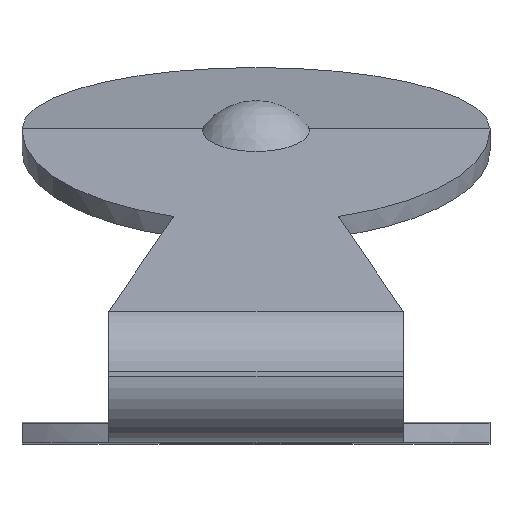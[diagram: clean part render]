
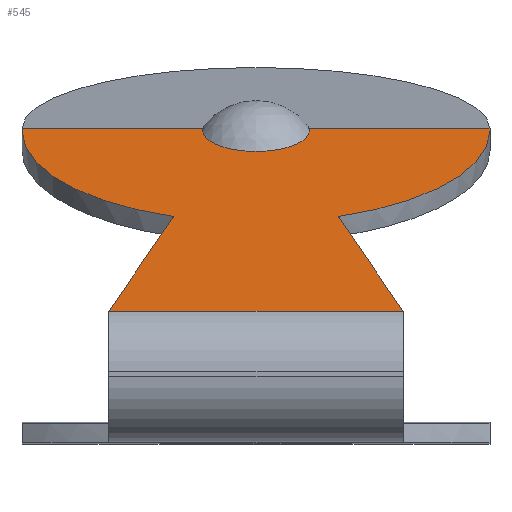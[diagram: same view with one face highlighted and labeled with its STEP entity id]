
A CAD part, left-side view. The second image highlights one B-rep face of the part: STEP entity #545.
In plain terms, the highlighted planar face has unit normal (-0.392, 0, 0.92).
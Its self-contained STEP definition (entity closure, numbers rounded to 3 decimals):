
#24=PLANE('',#601);
#46=FACE_OUTER_BOUND('',#76,.T.);
#76=EDGE_LOOP('',(#409,#410,#411,#412,#413,#414,#415,#416,#417,#418,#419));
#108=LINE('',#821,#162);
#111=LINE('',#827,#165);
#112=LINE('',#830,#166);
#115=LINE('',#838,#169);
#119=LINE('',#850,#173);
#128=LINE('',#876,#182);
#129=LINE('',#881,#183);
#162=VECTOR('',#654,10.);
#165=VECTOR('',#659,10.);
#166=VECTOR('',#662,10.);
#169=VECTOR('',#667,10.);
#173=VECTOR('',#679,10.);
#182=VECTOR('',#704,10.);
#183=VECTOR('',#711,10.);
#217=CIRCLE('',#591,1.59);
#218=CIRCLE('',#595,1.59);
#222=CIRCLE('',#602,0.362);
#223=CIRCLE('',#603,0.362);
#236=VERTEX_POINT('',#814);
#237=VERTEX_POINT('',#816);
#238=VERTEX_POINT('',#820);
#240=VERTEX_POINT('',#826);
#241=VERTEX_POINT('',#828);
#244=VERTEX_POINT('',#835);
#245=VERTEX_POINT('',#837);
#248=VERTEX_POINT('',#847);
#249=VERTEX_POINT('',#849);
#251=VERTEX_POINT('',#855);
#259=VERTEX_POINT('',#878);
#291=EDGE_CURVE('',#238,#237,#108,.T.);
#294=EDGE_CURVE('',#240,#236,#111,.T.);
#296=EDGE_CURVE('',#237,#241,#112,.T.);
#299=EDGE_CURVE('',#245,#244,#115,.T.);
#302=EDGE_CURVE('',#244,#238,#217,.T.);
#305=EDGE_CURVE('',#249,#248,#119,.T.);
#308=EDGE_CURVE('',#251,#249,#218,.T.);
#319=EDGE_CURVE('',#236,#251,#128,.T.);
#320=EDGE_CURVE('',#241,#259,#222,.T.);
#321=EDGE_CURVE('',#259,#240,#223,.T.);
#322=EDGE_CURVE('',#245,#248,#129,.T.);
#409=ORIENTED_EDGE('',*,*,#299,.T.);
#410=ORIENTED_EDGE('',*,*,#302,.T.);
#411=ORIENTED_EDGE('',*,*,#291,.T.);
#412=ORIENTED_EDGE('',*,*,#296,.T.);
#413=ORIENTED_EDGE('',*,*,#320,.T.);
#414=ORIENTED_EDGE('',*,*,#321,.T.);
#415=ORIENTED_EDGE('',*,*,#294,.T.);
#416=ORIENTED_EDGE('',*,*,#319,.T.);
#417=ORIENTED_EDGE('',*,*,#308,.T.);
#418=ORIENTED_EDGE('',*,*,#305,.T.);
#419=ORIENTED_EDGE('',*,*,#322,.F.);
#545=ADVANCED_FACE('',(#46),#24,.T.);
#591=AXIS2_PLACEMENT_3D('',#842,#673,#674);
#595=AXIS2_PLACEMENT_3D('',#856,#685,#686);
#601=AXIS2_PLACEMENT_3D('',#877,#705,#706);
#602=AXIS2_PLACEMENT_3D('',#879,#707,#708);
#603=AXIS2_PLACEMENT_3D('',#880,#709,#710);
#654=DIRECTION('',(0.92,0.,0.392));
#659=DIRECTION('',(0.,1.,0.));
#662=DIRECTION('',(0.,1.,0.));
#667=DIRECTION('',(0.889,0.259,0.379));
#673=DIRECTION('center_axis',(-0.392,0.,0.92));
#674=DIRECTION('ref_axis',(-0.861,-0.352,-0.367));
#679=DIRECTION('',(-0.889,0.259,-0.379));
#685=DIRECTION('center_axis',(-0.392,0.,0.92));
#686=DIRECTION('ref_axis',(0.022,1.,0.009));
#704=DIRECTION('',(-0.92,0.,-0.392));
#705=DIRECTION('center_axis',(-0.392,0.,0.92));
#706=DIRECTION('ref_axis',(0.92,0.,0.392));
#707=DIRECTION('center_axis',(0.392,0.,-0.92));
#708=DIRECTION('ref_axis',(0.,1.,0.));
#709=DIRECTION('center_axis',(0.392,0.,-0.92));
#710=DIRECTION('ref_axis',(0.,1.,0.));
#711=DIRECTION('',(0.,1.,0.));
#814=CARTESIAN_POINT('',(0.072,1.59,2.159));
#816=CARTESIAN_POINT('',(0.072,-1.59,2.159));
#820=CARTESIAN_POINT('',(0.037,-1.59,2.144));
#821=CARTESIAN_POINT('',(-2.553,-1.59,1.04));
#826=CARTESIAN_POINT('',(0.072,0.36,2.159));
#827=CARTESIAN_POINT('',(0.072,0.,2.159));
#828=CARTESIAN_POINT('',(0.072,-0.36,2.159));
#830=CARTESIAN_POINT('',(0.072,0.,2.159));
#835=CARTESIAN_POINT('',(-1.332,-0.56,1.561));
#837=CARTESIAN_POINT('',(-2.844,-1.,0.916));
#838=CARTESIAN_POINT('',(-2.729,-0.967,0.965));
#842=CARTESIAN_POINT('Origin',(0.037,0.,2.144));
#847=CARTESIAN_POINT('',(-2.844,1.,0.916));
#849=CARTESIAN_POINT('',(-1.332,0.56,1.561));
#850=CARTESIAN_POINT('',(-1.973,0.746,1.287));
#855=CARTESIAN_POINT('',(0.037,1.59,2.144));
#856=CARTESIAN_POINT('Origin',(0.037,0.,2.144));
#876=CARTESIAN_POINT('',(-0.796,1.59,1.789));
#877=CARTESIAN_POINT('Origin',(-2.844,0.,0.916));
#878=CARTESIAN_POINT('',(-0.296,0.,2.002));
#879=CARTESIAN_POINT('Origin',(0.037,0.,2.144));
#880=CARTESIAN_POINT('Origin',(0.037,0.,2.144));
#881=CARTESIAN_POINT('',(-2.844,0.,0.916));
